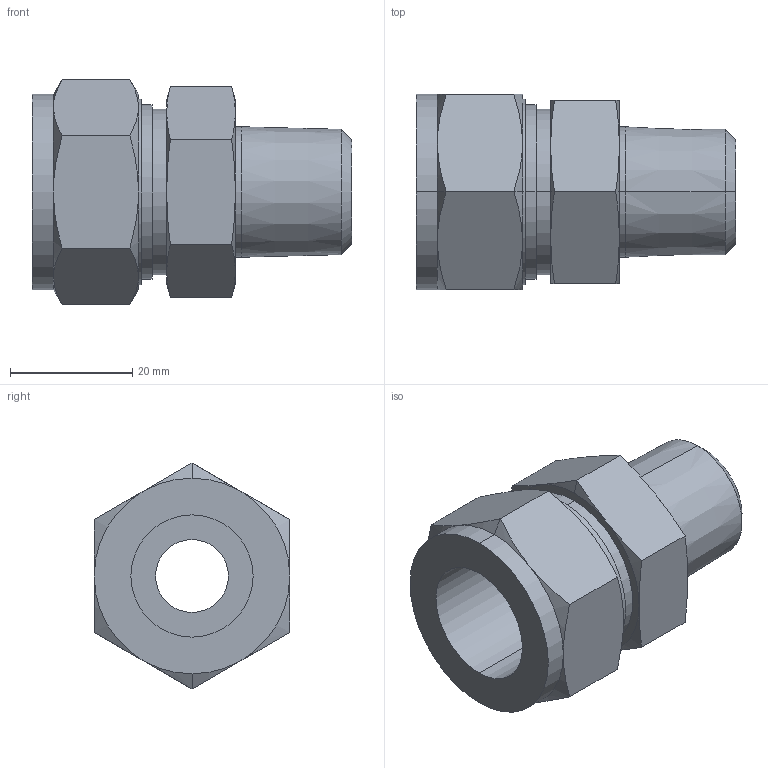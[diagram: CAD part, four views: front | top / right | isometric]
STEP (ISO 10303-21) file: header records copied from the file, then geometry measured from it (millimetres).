
FILE_DESCRIPTION (( 'STEP AP203' ), '1' );
FILE_NAME ('RizurLok-P-20(O)-RT 1.2(Pm).STEP', '2022-03-15T08:40:46', ( '' ), ( '' ), 'SwSTEP 2.0', 'SolidWorks 2020', '' );
FILE_SCHEMA (( 'CONFIG_CONTROL_DESIGN' ));
Length unit declared in the file: millimetre
Products named in the file (2): RizurLok-P-20(O)-RT 1.2(Pm)
Assembly tree (1 placements, depth 2):
  RizurLok-P-20(O)-RT 1.2(Pm)
    RizurLok-P-20(O)-RT 1.2(Pm)
Bounding box: 52.3 x 32 x 36.95 mm (x, y, z)
Volume: 21989.8 mm3; surface area: 9113 mm2
Topology: 1 solids, 1 shells, 208 faces, 529 edges, 340 vertices
Faces by surface type: plane 83, bspline 75, cone 36, cylinder 14
Entity records: 9677 total; most frequent: CARTESIAN_POINT 5028, ORIENTED_EDGE 1058, DIRECTION 667, EDGE_CURVE 529, VERTEX_POINT 340, LINE 269, VECTOR 269, EDGE_LOOP 227
